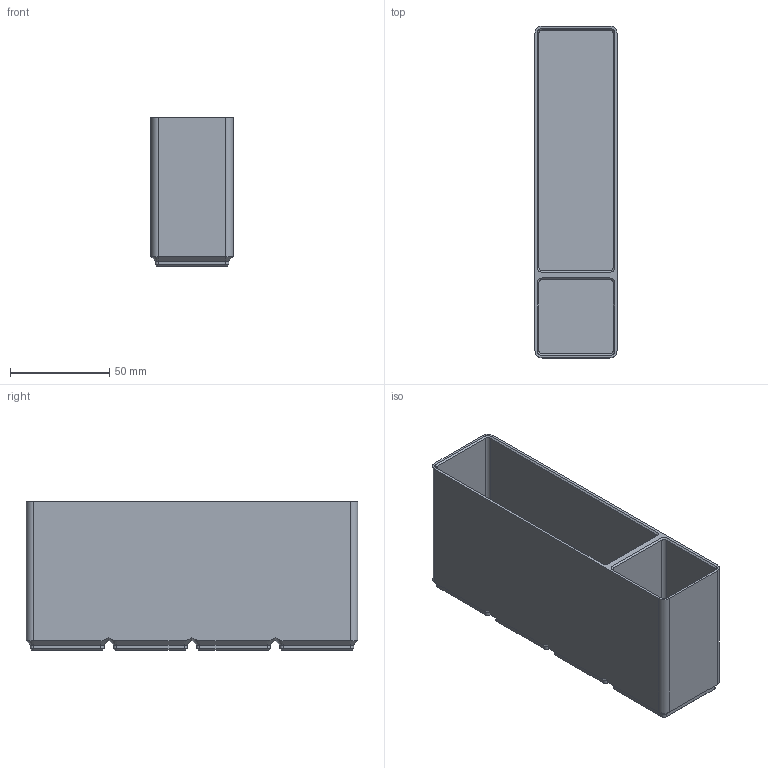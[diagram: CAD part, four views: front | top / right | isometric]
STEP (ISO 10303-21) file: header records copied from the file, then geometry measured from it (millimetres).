
FILE_DESCRIPTION(('Creo Elements/Direct Modeling STEP Export'),'2;1');
FILE_NAME('Gridfinity-1x4x75-3-1.stp','2022-11-05T15:12:59',(''),(''),'Creo Elements/Direct Modeling STEP processor for AP214 (Solid Model)','Creo Elements/Direct Modeling 20.3A 20-Jun-2020 (C) Parametric Technology GmbH','');
FILE_SCHEMA(('AUTOMOTIVE_DESIGN { 1 0 10303 214 1 1 1 1 }'));
Length unit declared in the file: millimetre
Products named in the file (2): 1x4x75-3-1
Assembly tree (1 placements, depth 2):
  1x4x75-3-1
    1x4x75-3-1
Bounding box: 41.5 x 167.5 x 75 mm (x, y, z)
Volume: 108036.3 mm3; surface area: 76999.3 mm2
Topology: 1 solids, 1 shells, 239 faces, 515 edges, 312 vertices
Faces by surface type: plane 107, cylinder 92, cone 40
Entity records: 7176 total; most frequent: CARTESIAN_POINT 2072, DIRECTION 1047, ORIENTED_EDGE 1030, EDGE_CURVE 515, AXIS2_PLACEMENT_3D 379, VERTEX_POINT 312, VECTOR 289, LINE 289
